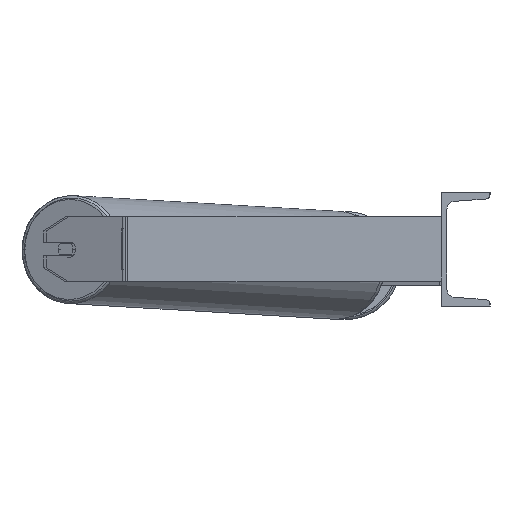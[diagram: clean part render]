
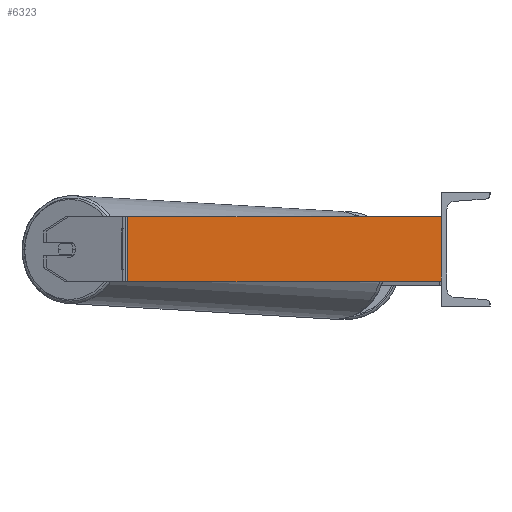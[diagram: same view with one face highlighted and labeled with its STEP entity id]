
A CAD part, left-side view. The second image highlights one B-rep face of the part: STEP entity #6323.
In plain terms, the highlighted planar face has unit normal (-1, 0, 0).
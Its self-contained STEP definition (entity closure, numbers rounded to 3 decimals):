
#734 = CARTESIAN_POINT ( 'NONE',  ( -1185., 388.852, 40. ) ) ;
#756 = CARTESIAN_POINT ( 'NONE',  ( -1185., 385.305, 40. ) ) ;
#866 = VECTOR ( 'NONE', #1385, 1000. ) ;
#877 = CARTESIAN_POINT ( 'NONE',  ( -1185., 388.852, 40. ) ) ;
#1048 = LINE ( 'NONE', #3071, #6182 ) ;
#1087 = DIRECTION ( 'NONE',  ( 0., 0., -1. ) ) ;
#1385 = DIRECTION ( 'NONE',  ( 0., -1., 0. ) ) ;
#1600 = EDGE_CURVE ( 'NONE', #6479, #7746, #1677, .T. ) ;
#1677 = LINE ( 'NONE', #4553, #6271 ) ;
#1791 = CARTESIAN_POINT ( 'NONE',  ( -1185., 388.852, -40. ) ) ;
#1846 = CARTESIAN_POINT ( 'NONE',  ( -1185., 0., 40. ) ) ;
#1970 = CARTESIAN_POINT ( 'NONE',  ( -1185., 385.305, -40. ) ) ;
#2590 = LINE ( 'NONE', #1791, #7506 ) ;
#2737 = EDGE_LOOP ( 'NONE', ( #3111, #6472, #5591, #4169 ) ) ;
#3071 = CARTESIAN_POINT ( 'NONE',  ( -1185., 385.305, 40. ) ) ;
#3111 = ORIENTED_EDGE ( 'NONE', *, *, #6998, .T. ) ;
#3179 = DIRECTION ( 'NONE',  ( 0., -1., 0. ) ) ;
#3312 = DIRECTION ( 'NONE',  ( 1., 0., 0. ) ) ;
#3358 = DIRECTION ( 'NONE',  ( 0., 1., 0. ) ) ;
#4124 = FACE_OUTER_BOUND ( 'NONE', #2737, .T. ) ;
#4169 = ORIENTED_EDGE ( 'NONE', *, *, #4397, .T. ) ;
#4244 = CARTESIAN_POINT ( 'NONE',  ( -1185., 0., -40. ) ) ;
#4306 = LINE ( 'NONE', #877, #866 ) ;
#4397 = EDGE_CURVE ( 'NONE', #6685, #6027, #1048, .T. ) ;
#4553 = CARTESIAN_POINT ( 'NONE',  ( -1185., 0., 40. ) ) ;
#5591 = ORIENTED_EDGE ( 'NONE', *, *, #8261, .F. ) ;
#6027 = VERTEX_POINT ( 'NONE', #1970 ) ;
#6182 = VECTOR ( 'NONE', #1087, 1000. ) ;
#6271 = VECTOR ( 'NONE', #8025, 1000. ) ;
#6323 = ADVANCED_FACE ( 'NONE', ( #4124 ), #8946, .F. ) ;
#6472 = ORIENTED_EDGE ( 'NONE', *, *, #1600, .F. ) ;
#6479 = VERTEX_POINT ( 'NONE', #1846 ) ;
#6685 = VERTEX_POINT ( 'NONE', #756 ) ;
#6998 = EDGE_CURVE ( 'NONE', #6027, #7746, #2590, .T. ) ;
#7506 = VECTOR ( 'NONE', #3179, 1000. ) ;
#7746 = VERTEX_POINT ( 'NONE', #4244 ) ;
#8025 = DIRECTION ( 'NONE',  ( 0., 0., -1. ) ) ;
#8261 = EDGE_CURVE ( 'NONE', #6685, #6479, #4306, .T. ) ;
#8503 = AXIS2_PLACEMENT_3D ( 'NONE', #734, #3312, #3358 ) ;
#8946 = PLANE ( 'NONE',  #8503 ) ;
